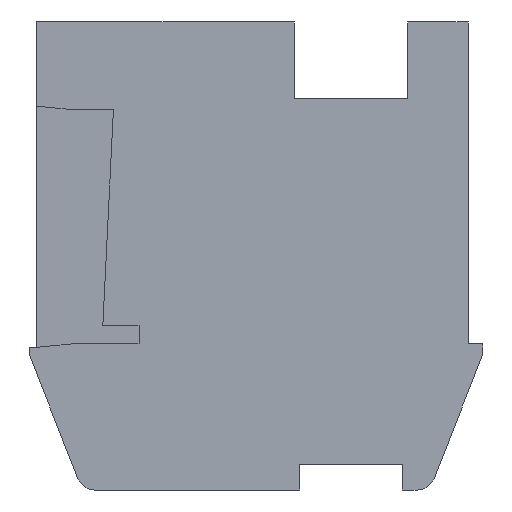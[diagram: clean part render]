
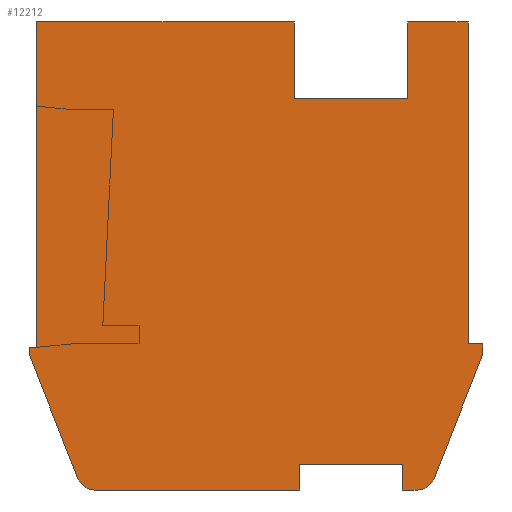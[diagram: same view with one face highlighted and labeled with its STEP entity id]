
A CAD part, front view. The second image highlights one B-rep face of the part: STEP entity #12212.
In plain terms, the highlighted planar face has unit normal (0, -1, 0).
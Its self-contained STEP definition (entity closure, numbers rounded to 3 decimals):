
#1=DIRECTION('',(-0.365,0.,-0.931));
#2=VECTOR('',#1,3.633);
#3=CARTESIAN_POINT('',(6.2,0.,-2.7));
#4=LINE('',#3,#2);
#5=CARTESIAN_POINT('',(4.409,0.,-5.9));
#6=DIRECTION('',(0.,1.,0.));
#7=DIRECTION('',(0.931,0.,-0.365));
#8=AXIS2_PLACEMENT_3D('',#5,#6,#7);
#10=DIRECTION('',(-1.,0.,0.));
#11=VECTOR('',#10,0.409);
#12=CARTESIAN_POINT('',(4.409,0.,-6.4));
#13=LINE('',#12,#11);
#14=DIRECTION('',(0.,0.,1.));
#15=VECTOR('',#14,0.7);
#16=CARTESIAN_POINT('',(4.,0.,-6.4));
#17=LINE('',#16,#15);
#18=DIRECTION('',(-1.,0.,0.));
#19=VECTOR('',#18,2.8);
#20=CARTESIAN_POINT('',(4.,0.,-5.7));
#21=LINE('',#20,#19);
#22=DIRECTION('',(0.,0.,-1.));
#23=VECTOR('',#22,0.7);
#24=CARTESIAN_POINT('',(1.2,0.,-5.7));
#25=LINE('',#24,#23);
#26=DIRECTION('',(-1.,0.,0.));
#27=VECTOR('',#26,5.609);
#28=CARTESIAN_POINT('',(1.2,0.,-6.4));
#29=LINE('',#28,#27);
#30=CARTESIAN_POINT('',(-4.409,0.,-5.9));
#31=DIRECTION('',(0.,1.,0.));
#32=DIRECTION('',(0.,0.,-1.));
#33=AXIS2_PLACEMENT_3D('',#30,#31,#32);
#35=DIRECTION('',(-0.365,0.,0.931));
#36=VECTOR('',#35,3.633);
#37=CARTESIAN_POINT('',(-4.874,0.,-6.082));
#38=LINE('',#37,#36);
#39=DIRECTION('',(0.,0.,1.));
#40=VECTOR('',#39,0.2);
#41=CARTESIAN_POINT('',(-6.2,0.,-2.7));
#42=LINE('',#41,#40);
#43=DIRECTION('',(1.,0.,0.));
#44=VECTOR('',#43,0.2);
#45=CARTESIAN_POINT('',(-6.2,0.,-2.5));
#46=LINE('',#45,#44);
#47=DIRECTION('',(0.,0.,1.));
#48=VECTOR('',#47,8.9);
#49=CARTESIAN_POINT('',(-6.,0.,-2.5));
#50=LINE('',#49,#48);
#51=DIRECTION('',(1.,0.,0.));
#52=VECTOR('',#51,7.05);
#53=CARTESIAN_POINT('',(-6.,0.,6.4));
#54=LINE('',#53,#52);
#55=DIRECTION('',(0.,0.,-1.));
#56=VECTOR('',#55,2.1);
#57=CARTESIAN_POINT('',(1.05,0.,6.4));
#58=LINE('',#57,#56);
#59=DIRECTION('',(1.,0.,0.));
#60=VECTOR('',#59,3.1);
#61=CARTESIAN_POINT('',(1.05,0.,4.3));
#62=LINE('',#61,#60);
#63=DIRECTION('',(0.,0.,1.));
#64=VECTOR('',#63,2.1);
#65=CARTESIAN_POINT('',(4.15,0.,4.3));
#66=LINE('',#65,#64);
#67=DIRECTION('',(1.,0.,0.));
#68=VECTOR('',#67,1.65);
#69=CARTESIAN_POINT('',(4.15,0.,6.4));
#70=LINE('',#69,#68);
#71=DIRECTION('',(0.,0.,-1.));
#72=VECTOR('',#71,8.8);
#73=CARTESIAN_POINT('',(5.8,0.,6.4));
#74=LINE('',#73,#72);
#75=DIRECTION('',(1.,0.,0.));
#76=VECTOR('',#75,0.4);
#77=CARTESIAN_POINT('',(5.8,0.,-2.4));
#78=LINE('',#77,#76);
#79=DIRECTION('',(0.,0.,-1.));
#80=VECTOR('',#79,0.3);
#81=CARTESIAN_POINT('',(6.2,0.,-2.4));
#82=LINE('',#81,#80);
#9285=CARTESIAN_POINT('',(6.2,0.,-2.7));
#9286=CARTESIAN_POINT('',(4.874,0.,-6.082));
#9287=VERTEX_POINT('',#9285);
#9288=VERTEX_POINT('',#9286);
#9289=CARTESIAN_POINT('',(4.409,0.,-6.4));
#9290=VERTEX_POINT('',#9289);
#9291=CARTESIAN_POINT('',(4.,0.,-6.4));
#9292=VERTEX_POINT('',#9291);
#9293=CARTESIAN_POINT('',(4.,0.,-5.7));
#9294=VERTEX_POINT('',#9293);
#9295=CARTESIAN_POINT('',(1.2,0.,-5.7));
#9296=VERTEX_POINT('',#9295);
#9297=CARTESIAN_POINT('',(1.2,0.,-6.4));
#9298=VERTEX_POINT('',#9297);
#9299=CARTESIAN_POINT('',(-4.409,0.,-6.4));
#9300=VERTEX_POINT('',#9299);
#9301=CARTESIAN_POINT('',(-4.874,0.,-6.082));
#9302=VERTEX_POINT('',#9301);
#9303=CARTESIAN_POINT('',(-6.2,0.,-2.7));
#9304=VERTEX_POINT('',#9303);
#9305=CARTESIAN_POINT('',(-6.2,0.,-2.5));
#9306=VERTEX_POINT('',#9305);
#9307=CARTESIAN_POINT('',(-6.,0.,-2.5));
#9308=VERTEX_POINT('',#9307);
#9309=CARTESIAN_POINT('',(-6.,0.,6.4));
#9310=VERTEX_POINT('',#9309);
#9311=CARTESIAN_POINT('',(1.05,0.,6.4));
#9312=VERTEX_POINT('',#9311);
#9313=CARTESIAN_POINT('',(1.05,0.,4.3));
#9314=VERTEX_POINT('',#9313);
#9315=CARTESIAN_POINT('',(4.15,0.,4.3));
#9316=VERTEX_POINT('',#9315);
#9317=CARTESIAN_POINT('',(4.15,0.,6.4));
#9318=VERTEX_POINT('',#9317);
#9319=CARTESIAN_POINT('',(5.8,0.,6.4));
#9320=VERTEX_POINT('',#9319);
#9321=CARTESIAN_POINT('',(5.8,0.,-2.4));
#9322=VERTEX_POINT('',#9321);
#9323=CARTESIAN_POINT('',(6.2,0.,-2.4));
#9324=VERTEX_POINT('',#9323);
#12165=CARTESIAN_POINT('',(0.,0.,0.));
#12166=DIRECTION('',(0.,1.,0.));
#12167=DIRECTION('',(1.,0.,0.));
#12168=AXIS2_PLACEMENT_3D('',#12165,#12166,#12167);
#12169=PLANE('',#12168);
#12171=ORIENTED_EDGE('',*,*,#12170,.T.);
#12173=ORIENTED_EDGE('',*,*,#12172,.T.);
#12175=ORIENTED_EDGE('',*,*,#12174,.T.);
#12177=ORIENTED_EDGE('',*,*,#12176,.T.);
#12179=ORIENTED_EDGE('',*,*,#12178,.T.);
#12181=ORIENTED_EDGE('',*,*,#12180,.T.);
#12183=ORIENTED_EDGE('',*,*,#12182,.T.);
#12185=ORIENTED_EDGE('',*,*,#12184,.T.);
#12187=ORIENTED_EDGE('',*,*,#12186,.T.);
#12189=ORIENTED_EDGE('',*,*,#12188,.T.);
#12191=ORIENTED_EDGE('',*,*,#12190,.T.);
#12193=ORIENTED_EDGE('',*,*,#12192,.T.);
#12195=ORIENTED_EDGE('',*,*,#12194,.T.);
#12197=ORIENTED_EDGE('',*,*,#12196,.T.);
#12199=ORIENTED_EDGE('',*,*,#12198,.T.);
#12201=ORIENTED_EDGE('',*,*,#12200,.T.);
#12203=ORIENTED_EDGE('',*,*,#12202,.T.);
#12205=ORIENTED_EDGE('',*,*,#12204,.T.);
#12207=ORIENTED_EDGE('',*,*,#12206,.T.);
#12209=ORIENTED_EDGE('',*,*,#12208,.T.);
#12210=EDGE_LOOP('',(#12171,#12173,#12175,#12177,#12179,#12181,#12183,#12185,
#12187,#12189,#12191,#12193,#12195,#12197,#12199,#12201,#12203,#12205,#12207,
#12209));
#12211=FACE_OUTER_BOUND('',#12210,.F.);
#12212=ADVANCED_FACE('',(#12211),#12169,.F.);
#9=CIRCLE('',#8,0.5);
#34=CIRCLE('',#33,0.5);
#12170=EDGE_CURVE('',#9287,#9288,#4,.T.);
#12172=EDGE_CURVE('',#9288,#9290,#9,.T.);
#12174=EDGE_CURVE('',#9290,#9292,#13,.T.);
#12176=EDGE_CURVE('',#9292,#9294,#17,.T.);
#12178=EDGE_CURVE('',#9294,#9296,#21,.T.);
#12180=EDGE_CURVE('',#9296,#9298,#25,.T.);
#12182=EDGE_CURVE('',#9298,#9300,#29,.T.);
#12184=EDGE_CURVE('',#9300,#9302,#34,.T.);
#12186=EDGE_CURVE('',#9302,#9304,#38,.T.);
#12188=EDGE_CURVE('',#9304,#9306,#42,.T.);
#12190=EDGE_CURVE('',#9306,#9308,#46,.T.);
#12192=EDGE_CURVE('',#9308,#9310,#50,.T.);
#12194=EDGE_CURVE('',#9310,#9312,#54,.T.);
#12196=EDGE_CURVE('',#9312,#9314,#58,.T.);
#12198=EDGE_CURVE('',#9314,#9316,#62,.T.);
#12200=EDGE_CURVE('',#9316,#9318,#66,.T.);
#12202=EDGE_CURVE('',#9318,#9320,#70,.T.);
#12204=EDGE_CURVE('',#9320,#9322,#74,.T.);
#12206=EDGE_CURVE('',#9322,#9324,#78,.T.);
#12208=EDGE_CURVE('',#9324,#9287,#82,.T.);
